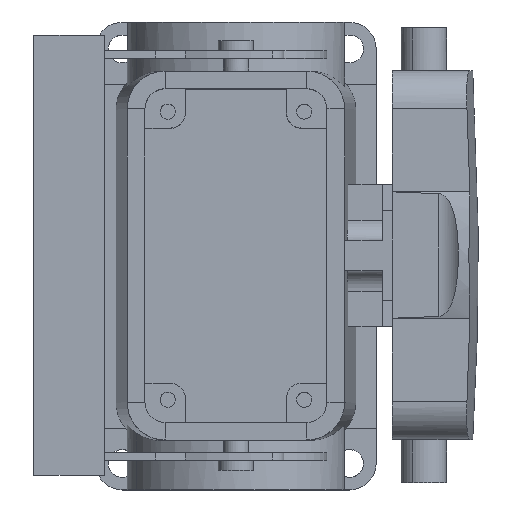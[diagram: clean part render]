
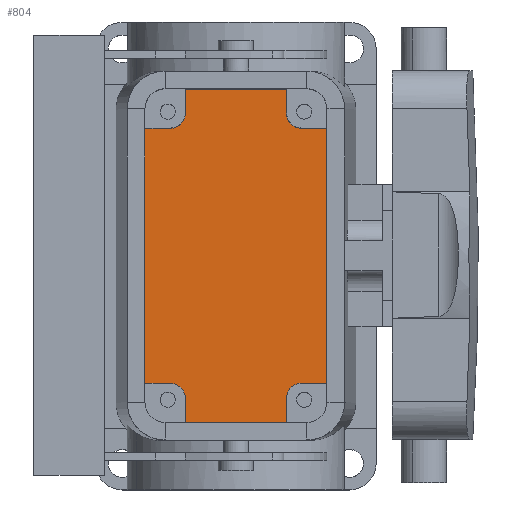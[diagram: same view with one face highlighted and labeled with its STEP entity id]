
A CAD part, top view. The second image highlights one B-rep face of the part: STEP entity #804.
In plain terms, the highlighted planar face has unit normal (0, 0, 1).
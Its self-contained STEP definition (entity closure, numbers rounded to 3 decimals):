
#652=AXIS2_PLACEMENT_3D('Plane Axis2P3D',#649,#650,#651) ;
#160=CARTESIAN_POINT('Vertex',(50.,13.25,5.5)) ;
#163=CARTESIAN_POINT('Line Origine',(40.,13.25,5.5)) ;
#167=CARTESIAN_POINT('Vertex',(30.,13.25,5.5)) ;
#630=CARTESIAN_POINT('Line Origine',(50.,15.625,5.5)) ;
#634=CARTESIAN_POINT('Vertex',(50.,18.,5.5)) ;
#649=CARTESIAN_POINT('Axis2P3D Location',(40.,46.25,5.5)) ;
#655=CARTESIAN_POINT('Control Point',(27.,21.,5.5)) ;
#656=CARTESIAN_POINT('Control Point',(27.339,21.,5.5)) ;
#657=CARTESIAN_POINT('Control Point',(27.679,20.952,5.5)) ;
#658=CARTESIAN_POINT('Control Point',(28.009,20.856,5.5)) ;
#659=CARTESIAN_POINT('Control Point',(28.634,20.573,5.5)) ;
#660=CARTESIAN_POINT('Control Point',(29.155,20.128,5.5)) ;
#661=CARTESIAN_POINT('Control Point',(29.383,19.87,5.5)) ;
#662=CARTESIAN_POINT('Control Point',(29.717,19.361,5.5)) ;
#663=CARTESIAN_POINT('Control Point',(29.913,18.787,5.5)) ;
#664=CARTESIAN_POINT('Control Point',(29.971,18.527,5.5)) ;
#665=CARTESIAN_POINT('Control Point',(30.,18.264,5.5)) ;
#666=CARTESIAN_POINT('Control Point',(30.,18.,5.5)) ;
#667=CARTESIAN_POINT('Vertex',(30.,18.,5.5)) ;
#669=CARTESIAN_POINT('Vertex',(27.,21.,5.5)) ;
#672=CARTESIAN_POINT('Line Origine',(30.,15.625,5.5)) ;
#678=CARTESIAN_POINT('Control Point',(50.,18.,5.5)) ;
#679=CARTESIAN_POINT('Control Point',(50.,18.339,5.5)) ;
#680=CARTESIAN_POINT('Control Point',(50.048,18.679,5.5)) ;
#681=CARTESIAN_POINT('Control Point',(50.144,19.009,5.5)) ;
#682=CARTESIAN_POINT('Control Point',(50.427,19.634,5.5)) ;
#683=CARTESIAN_POINT('Control Point',(50.872,20.155,5.5)) ;
#684=CARTESIAN_POINT('Control Point',(51.13,20.383,5.5)) ;
#685=CARTESIAN_POINT('Control Point',(51.639,20.717,5.5)) ;
#686=CARTESIAN_POINT('Control Point',(52.213,20.913,5.5)) ;
#687=CARTESIAN_POINT('Control Point',(52.473,20.971,5.5)) ;
#688=CARTESIAN_POINT('Control Point',(52.736,21.,5.5)) ;
#689=CARTESIAN_POINT('Control Point',(53.,21.,5.5)) ;
#690=CARTESIAN_POINT('Vertex',(53.,21.,5.5)) ;
#693=CARTESIAN_POINT('Line Origine',(55.5,21.,5.5)) ;
#697=CARTESIAN_POINT('Vertex',(58.,21.,5.5)) ;
#700=CARTESIAN_POINT('Line Origine',(58.,46.25,5.5)) ;
#704=CARTESIAN_POINT('Vertex',(58.,71.5,5.5)) ;
#707=CARTESIAN_POINT('Line Origine',(55.5,71.5,5.5)) ;
#711=CARTESIAN_POINT('Vertex',(53.,71.5,5.5)) ;
#715=CARTESIAN_POINT('Control Point',(53.,71.5,5.5)) ;
#716=CARTESIAN_POINT('Control Point',(52.661,71.5,5.5)) ;
#717=CARTESIAN_POINT('Control Point',(52.321,71.548,5.5)) ;
#718=CARTESIAN_POINT('Control Point',(51.991,71.644,5.5)) ;
#719=CARTESIAN_POINT('Control Point',(51.366,71.927,5.5)) ;
#720=CARTESIAN_POINT('Control Point',(50.845,72.372,5.5)) ;
#721=CARTESIAN_POINT('Control Point',(50.617,72.63,5.5)) ;
#722=CARTESIAN_POINT('Control Point',(50.283,73.139,5.5)) ;
#723=CARTESIAN_POINT('Control Point',(50.087,73.713,5.5)) ;
#724=CARTESIAN_POINT('Control Point',(50.029,73.973,5.5)) ;
#725=CARTESIAN_POINT('Control Point',(50.,74.236,5.5)) ;
#726=CARTESIAN_POINT('Control Point',(50.,74.5,5.5)) ;
#727=CARTESIAN_POINT('Vertex',(50.,74.5,5.5)) ;
#730=CARTESIAN_POINT('Line Origine',(50.,76.875,5.5)) ;
#734=CARTESIAN_POINT('Vertex',(50.,79.25,5.5)) ;
#737=CARTESIAN_POINT('Line Origine',(40.,79.25,5.5)) ;
#741=CARTESIAN_POINT('Vertex',(30.,79.25,5.5)) ;
#744=CARTESIAN_POINT('Line Origine',(30.,76.875,5.5)) ;
#748=CARTESIAN_POINT('Vertex',(30.,74.5,5.5)) ;
#752=CARTESIAN_POINT('Control Point',(30.,74.5,5.5)) ;
#753=CARTESIAN_POINT('Control Point',(30.,74.161,5.5)) ;
#754=CARTESIAN_POINT('Control Point',(29.952,73.821,5.5)) ;
#755=CARTESIAN_POINT('Control Point',(29.856,73.491,5.5)) ;
#756=CARTESIAN_POINT('Control Point',(29.573,72.866,5.5)) ;
#757=CARTESIAN_POINT('Control Point',(29.128,72.345,5.5)) ;
#758=CARTESIAN_POINT('Control Point',(28.87,72.117,5.5)) ;
#759=CARTESIAN_POINT('Control Point',(28.361,71.783,5.5)) ;
#760=CARTESIAN_POINT('Control Point',(27.787,71.587,5.5)) ;
#761=CARTESIAN_POINT('Control Point',(27.527,71.529,5.5)) ;
#762=CARTESIAN_POINT('Control Point',(27.264,71.5,5.5)) ;
#763=CARTESIAN_POINT('Control Point',(27.,71.5,5.5)) ;
#764=CARTESIAN_POINT('Vertex',(27.,71.5,5.5)) ;
#767=CARTESIAN_POINT('Line Origine',(24.5,71.5,5.5)) ;
#771=CARTESIAN_POINT('Vertex',(22.,71.5,5.5)) ;
#774=CARTESIAN_POINT('Line Origine',(22.,46.25,5.5)) ;
#778=CARTESIAN_POINT('Vertex',(22.,21.,5.5)) ;
#781=CARTESIAN_POINT('Line Origine',(24.5,21.,5.5)) ;
#164=DIRECTION('Vector Direction',(1.,0.,0.)) ;
#631=DIRECTION('Vector Direction',(0.,-1.,0.)) ;
#650=DIRECTION('Axis2P3D Direction',(-0.,0.,1.)) ;
#651=DIRECTION('Axis2P3D XDirection',(0.,-1.,0.)) ;
#673=DIRECTION('Vector Direction',(0.,-1.,0.)) ;
#694=DIRECTION('Vector Direction',(-1.,0.,0.)) ;
#701=DIRECTION('Vector Direction',(0.,-1.,0.)) ;
#708=DIRECTION('Vector Direction',(-1.,0.,0.)) ;
#731=DIRECTION('Vector Direction',(0.,1.,0.)) ;
#738=DIRECTION('Vector Direction',(-1.,0.,0.)) ;
#745=DIRECTION('Vector Direction',(0.,1.,0.)) ;
#768=DIRECTION('Vector Direction',(1.,0.,0.)) ;
#775=DIRECTION('Vector Direction',(0.,1.,0.)) ;
#782=DIRECTION('Vector Direction',(1.,0.,0.)) ;
#165=VECTOR('Line Direction',#164,1.) ;
#632=VECTOR('Line Direction',#631,1.) ;
#674=VECTOR('Line Direction',#673,1.) ;
#695=VECTOR('Line Direction',#694,1.) ;
#702=VECTOR('Line Direction',#701,1.) ;
#709=VECTOR('Line Direction',#708,1.) ;
#732=VECTOR('Line Direction',#731,1.) ;
#739=VECTOR('Line Direction',#738,1.) ;
#746=VECTOR('Line Direction',#745,1.) ;
#769=VECTOR('Line Direction',#768,1.) ;
#776=VECTOR('Line Direction',#775,1.) ;
#783=VECTOR('Line Direction',#782,1.) ;
#787=ORIENTED_EDGE('',*,*,#671,.F.) ;
#788=ORIENTED_EDGE('',*,*,#676,.T.) ;
#789=ORIENTED_EDGE('',*,*,#169,.T.) ;
#790=ORIENTED_EDGE('',*,*,#636,.F.) ;
#791=ORIENTED_EDGE('',*,*,#692,.F.) ;
#792=ORIENTED_EDGE('',*,*,#699,.F.) ;
#793=ORIENTED_EDGE('',*,*,#706,.T.) ;
#794=ORIENTED_EDGE('',*,*,#713,.T.) ;
#795=ORIENTED_EDGE('',*,*,#729,.F.) ;
#796=ORIENTED_EDGE('',*,*,#736,.T.) ;
#797=ORIENTED_EDGE('',*,*,#743,.T.) ;
#798=ORIENTED_EDGE('',*,*,#750,.F.) ;
#799=ORIENTED_EDGE('',*,*,#766,.F.) ;
#800=ORIENTED_EDGE('',*,*,#773,.F.) ;
#801=ORIENTED_EDGE('',*,*,#780,.T.) ;
#802=ORIENTED_EDGE('',*,*,#785,.T.) ;
#804=ADVANCED_FACE('Housing',(#803),#653,.T.) ;
#654=B_SPLINE_CURVE_WITH_KNOTS('',5,(#655,#656,#657,#658,#659,#660,#661,#662,#663,#664,#665,#666),.UNSPECIFIED.,.F.,.U.,(6,3,3,6),(0.,2.4,4.8,6.664),.UNSPECIFIED.) ;
#677=B_SPLINE_CURVE_WITH_KNOTS('',5,(#678,#679,#680,#681,#682,#683,#684,#685,#686,#687,#688,#689),.UNSPECIFIED.,.F.,.U.,(6,3,3,6),(0.,2.4,4.8,6.664),.UNSPECIFIED.) ;
#714=B_SPLINE_CURVE_WITH_KNOTS('',5,(#715,#716,#717,#718,#719,#720,#721,#722,#723,#724,#725,#726),.UNSPECIFIED.,.F.,.U.,(6,3,3,6),(0.,2.4,4.8,6.664),.UNSPECIFIED.) ;
#751=B_SPLINE_CURVE_WITH_KNOTS('',5,(#752,#753,#754,#755,#756,#757,#758,#759,#760,#761,#762,#763),.UNSPECIFIED.,.F.,.U.,(6,3,3,6),(0.,2.4,4.8,6.664),.UNSPECIFIED.) ;
#169=EDGE_CURVE('',#168,#161,#166,.T.) ;
#636=EDGE_CURVE('',#635,#161,#633,.T.) ;
#671=EDGE_CURVE('',#668,#670,#654,.F.) ;
#676=EDGE_CURVE('',#668,#168,#675,.T.) ;
#692=EDGE_CURVE('',#691,#635,#677,.F.) ;
#699=EDGE_CURVE('',#698,#691,#696,.T.) ;
#706=EDGE_CURVE('',#698,#705,#703,.F.) ;
#713=EDGE_CURVE('',#705,#712,#710,.T.) ;
#729=EDGE_CURVE('',#728,#712,#714,.F.) ;
#736=EDGE_CURVE('',#728,#735,#733,.T.) ;
#743=EDGE_CURVE('',#735,#742,#740,.T.) ;
#750=EDGE_CURVE('',#749,#742,#747,.T.) ;
#766=EDGE_CURVE('',#765,#749,#751,.F.) ;
#773=EDGE_CURVE('',#772,#765,#770,.T.) ;
#780=EDGE_CURVE('',#772,#779,#777,.F.) ;
#785=EDGE_CURVE('',#779,#670,#784,.T.) ;
#786=EDGE_LOOP('',(#787,#788,#789,#790,#791,#792,#793,#794,#795,#796,#797,#798,#799,#800,#801,#802)) ;
#803=FACE_OUTER_BOUND('',#786,.T.) ;
#166=LINE('Line',#163,#165) ;
#633=LINE('Line',#630,#632) ;
#675=LINE('Line',#672,#674) ;
#696=LINE('Line',#693,#695) ;
#703=LINE('Line',#700,#702) ;
#710=LINE('Line',#707,#709) ;
#733=LINE('Line',#730,#732) ;
#740=LINE('Line',#737,#739) ;
#747=LINE('Line',#744,#746) ;
#770=LINE('Line',#767,#769) ;
#777=LINE('Line',#774,#776) ;
#784=LINE('Line',#781,#783) ;
#653=PLANE('',#652) ;
#161=VERTEX_POINT('',#160) ;
#168=VERTEX_POINT('',#167) ;
#635=VERTEX_POINT('',#634) ;
#668=VERTEX_POINT('',#667) ;
#670=VERTEX_POINT('',#669) ;
#691=VERTEX_POINT('',#690) ;
#698=VERTEX_POINT('',#697) ;
#705=VERTEX_POINT('',#704) ;
#712=VERTEX_POINT('',#711) ;
#728=VERTEX_POINT('',#727) ;
#735=VERTEX_POINT('',#734) ;
#742=VERTEX_POINT('',#741) ;
#749=VERTEX_POINT('',#748) ;
#765=VERTEX_POINT('',#764) ;
#772=VERTEX_POINT('',#771) ;
#779=VERTEX_POINT('',#778) ;
